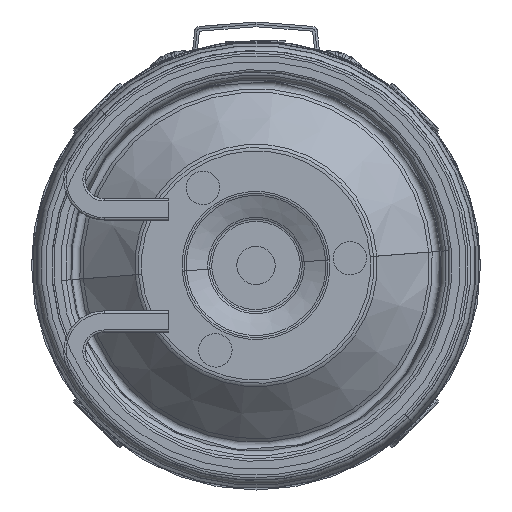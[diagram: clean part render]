
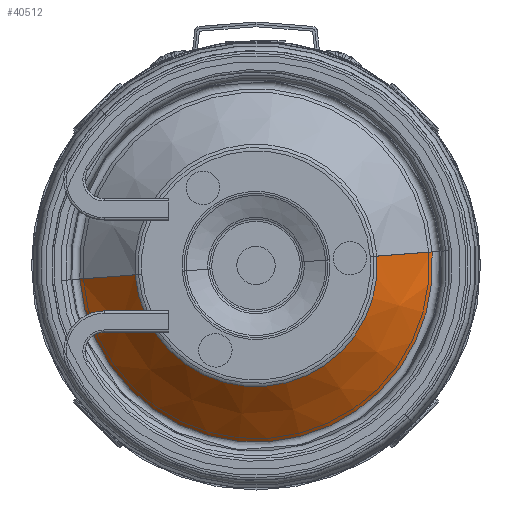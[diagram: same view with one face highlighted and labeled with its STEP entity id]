
A CAD part, front view. The second image highlights one B-rep face of the part: STEP entity #40512.
In plain terms, the highlighted conical face has half-angle 46.546 degrees and reference radius 25.375 mm.
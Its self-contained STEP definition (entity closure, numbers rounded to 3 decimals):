
#1330 = DIRECTION ( 'NONE',  ( 0., 0.688, 0.726 ) ) ;
#2693 = CARTESIAN_POINT ( 'NONE',  ( 0., 0.548, 0. ) ) ;
#3441 = DIRECTION ( 'NONE',  ( 0., 0., 1. ) ) ;
#4828 = AXIS2_PLACEMENT_3D ( 'NONE', #2693, #5644, #37063 ) ;
#4883 = CARTESIAN_POINT ( 'NONE',  ( 0., 0.548, 25.376 ) ) ;
#5644 = DIRECTION ( 'NONE',  ( 0., 1., 0. ) ) ;
#6473 = CARTESIAN_POINT ( 'NONE',  ( 0., 0.548, -25.376 ) ) ;
#6539 = ORIENTED_EDGE ( 'NONE', *, *, #35816, .T. ) ;
#7512 = VECTOR ( 'NONE', #1330, 1000. ) ;
#8118 = VERTEX_POINT ( 'NONE', #18556 ) ;
#9101 = CIRCLE ( 'NONE', #39198, 25.376 ) ;
#11778 = VECTOR ( 'NONE', #33772, 1000. ) ;
#11880 = VERTEX_POINT ( 'NONE', #37101 ) ;
#12183 = CONICAL_SURFACE ( 'NONE', #4828, 25.376, 0.812 ) ;
#13111 = EDGE_CURVE ( 'NONE', #36508, #11880, #9101, .T. ) ;
#13701 = EDGE_CURVE ( 'NONE', #36508, #8118, #24758, .T. ) ;
#18556 = CARTESIAN_POINT ( 'NONE',  ( 0., 11.526, -36.962 ) ) ;
#18668 = CARTESIAN_POINT ( 'NONE',  ( 0., 11.526, 36.962 ) ) ;
#19333 = CARTESIAN_POINT ( 'NONE',  ( 0., 11.526, 0. ) ) ;
#19407 = CIRCLE ( 'NONE', #30765, 36.962 ) ;
#21687 = ORIENTED_EDGE ( 'NONE', *, *, #32466, .F. ) ;
#22395 = CARTESIAN_POINT ( 'NONE',  ( 0., 0.548, 0. ) ) ;
#24758 = LINE ( 'NONE', #30215, #11778 ) ;
#27437 = EDGE_LOOP ( 'NONE', ( #35261, #36257, #6539, #21687 ) ) ;
#30032 = LINE ( 'NONE', #4883, #7512 ) ;
#30215 = CARTESIAN_POINT ( 'NONE',  ( 0., 0.548, -25.376 ) ) ;
#30765 = AXIS2_PLACEMENT_3D ( 'NONE', #19333, #32101, #3441 ) ;
#31195 = FACE_OUTER_BOUND ( 'NONE', #27437, .T. ) ;
#32101 = DIRECTION ( 'NONE',  ( 0., 1., 0. ) ) ;
#32217 = DIRECTION ( 'NONE',  ( 0., 1., 0. ) ) ;
#32466 = EDGE_CURVE ( 'NONE', #8118, #33708, #19407, .T. ) ;
#33708 = VERTEX_POINT ( 'NONE', #18668 ) ;
#33772 = DIRECTION ( 'NONE',  ( 0., 0.688, -0.726 ) ) ;
#35261 = ORIENTED_EDGE ( 'NONE', *, *, #13701, .F. ) ;
#35816 = EDGE_CURVE ( 'NONE', #11880, #33708, #30032, .T. ) ;
#36257 = ORIENTED_EDGE ( 'NONE', *, *, #13111, .T. ) ;
#36508 = VERTEX_POINT ( 'NONE', #6473 ) ;
#37063 = DIRECTION ( 'NONE',  ( 0., 0., 1. ) ) ;
#37101 = CARTESIAN_POINT ( 'NONE',  ( 0., 0.548, 25.376 ) ) ;
#38300 = DIRECTION ( 'NONE',  ( 0., 0., 1. ) ) ;
#39198 = AXIS2_PLACEMENT_3D ( 'NONE', #22395, #32217, #38300 ) ;
#40512 = ADVANCED_FACE ( 'NONE', ( #31195 ), #12183, .T. ) ;
